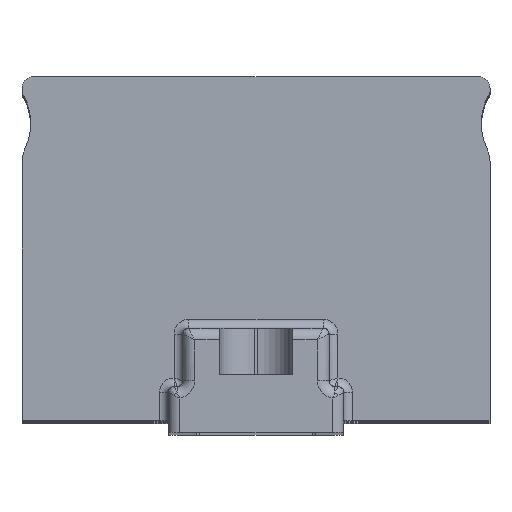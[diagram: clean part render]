
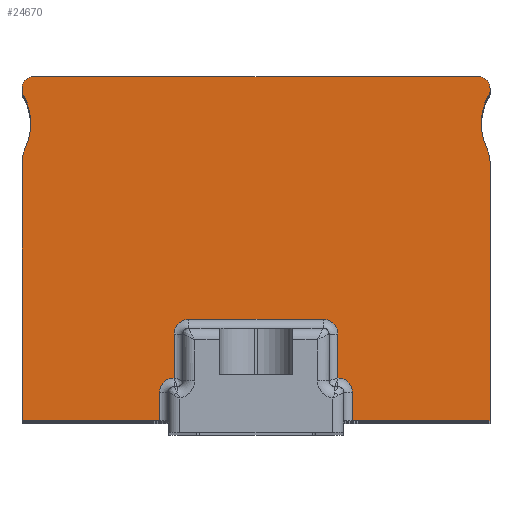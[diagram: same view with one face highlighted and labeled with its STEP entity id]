
A CAD part, top view. The second image highlights one B-rep face of the part: STEP entity #24670.
In plain terms, the highlighted planar face has unit normal (0, 0, 1).
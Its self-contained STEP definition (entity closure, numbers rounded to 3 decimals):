
#2420=CARTESIAN_POINT('',(-48.5,52.8,284.));
#2421=DIRECTION('',(0.,0.,-1.));
#2422=DIRECTION('',(0.857,0.515,0.));
#2423=AXIS2_PLACEMENT_3D('',#2420,#2421,#2422);
#2425=CARTESIAN_POINT('',(-39.5,58.208,284.));
#2426=DIRECTION('',(0.,0.,-1.));
#2427=DIRECTION('',(-0.857,-0.515,0.));
#2428=AXIS2_PLACEMENT_3D('',#2425,#2426,#2427);
#2430=DIRECTION('',(0.,1.,0.));
#2431=VECTOR('',#2430,0.592);
#2432=CARTESIAN_POINT('',(-40.,58.208,284.));
#2433=LINE('',#2432,#2431);
#2434=CARTESIAN_POINT('',(-38.,58.8,284.));
#2435=DIRECTION('',(0.,0.,-1.));
#2436=DIRECTION('',(-1.,0.,0.));
#2437=AXIS2_PLACEMENT_3D('',#2434,#2435,#2436);
#2439=DIRECTION('',(1.,0.,0.));
#2440=VECTOR('',#2439,76.);
#2441=CARTESIAN_POINT('',(-38.,60.8,284.));
#2442=LINE('',#2441,#2440);
#2443=CARTESIAN_POINT('',(38.,58.8,284.));
#2444=DIRECTION('',(0.,0.,-1.));
#2445=DIRECTION('',(0.,1.,0.));
#2446=AXIS2_PLACEMENT_3D('',#2443,#2444,#2445);
#2448=DIRECTION('',(0.,-1.,0.));
#2449=VECTOR('',#2448,0.592);
#2450=CARTESIAN_POINT('',(40.,58.8,284.));
#2451=LINE('',#2450,#2449);
#2452=CARTESIAN_POINT('',(39.5,58.208,284.));
#2453=DIRECTION('',(0.,0.,1.));
#2454=DIRECTION('',(0.857,-0.515,0.));
#2455=AXIS2_PLACEMENT_3D('',#2452,#2453,#2454);
#2457=CARTESIAN_POINT('',(48.5,52.8,284.));
#2458=DIRECTION('',(0.,0.,1.));
#2459=DIRECTION('',(-0.857,0.515,0.));
#2460=AXIS2_PLACEMENT_3D('',#2457,#2458,#2459);
#2462=CARTESIAN_POINT('',(35.,46.262,284.));
#2463=DIRECTION('',(0.,0.,1.));
#2464=DIRECTION('',(1.,0.,0.));
#2465=AXIS2_PLACEMENT_3D('',#2462,#2463,#2464);
#2467=DIRECTION('',(0.,-1.,0.));
#2468=VECTOR('',#2467,44.262);
#2469=CARTESIAN_POINT('',(40.,46.262,284.));
#2470=LINE('',#2469,#2468);
#2471=DIRECTION('',(-1.,0.,0.));
#2472=VECTOR('',#2471,23.5);
#2473=CARTESIAN_POINT('',(40.,2.,284.));
#2474=LINE('',#2473,#2472);
#2475=DIRECTION('',(0.,1.,0.));
#2476=VECTOR('',#2475,4.8);
#2477=CARTESIAN_POINT('',(16.5,2.,284.));
#2478=LINE('',#2477,#2476);
#2479=CARTESIAN_POINT('',(14.,6.8,284.));
#2480=DIRECTION('',(0.,0.,1.));
#2481=DIRECTION('',(1.,0.,0.));
#2482=AXIS2_PLACEMENT_3D('',#2479,#2480,#2481);
#2484=CARTESIAN_POINT('',(14.,9.3,284.));
#2485=CARTESIAN_POINT('',(14.,10.133,284.));
#2486=CARTESIAN_POINT('',(14.,11.8,284.));
#2487=CARTESIAN_POINT('',(14.,14.3,284.));
#2488=CARTESIAN_POINT('',(14.,15.967,284.));
#2489=CARTESIAN_POINT('',(14.,16.8,284.));
#2491=CARTESIAN_POINT('',(11.5,16.8,284.));
#2492=DIRECTION('',(0.,0.,1.));
#2493=DIRECTION('',(1.,0.,0.));
#2494=AXIS2_PLACEMENT_3D('',#2491,#2492,#2493);
#2496=DIRECTION('',(-1.,0.,0.));
#2497=VECTOR('',#2496,23.);
#2498=CARTESIAN_POINT('',(11.5,19.3,284.));
#2499=LINE('',#2498,#2497);
#2500=CARTESIAN_POINT('',(-11.5,16.8,284.));
#2501=DIRECTION('',(0.,0.,1.));
#2502=DIRECTION('',(0.,1.,0.));
#2503=AXIS2_PLACEMENT_3D('',#2500,#2501,#2502);
#2505=CARTESIAN_POINT('',(-14.,16.8,284.));
#2506=CARTESIAN_POINT('',(-14.,15.967,284.));
#2507=CARTESIAN_POINT('',(-14.,14.3,284.));
#2508=CARTESIAN_POINT('',(-14.,11.8,284.));
#2509=CARTESIAN_POINT('',(-14.,10.133,284.));
#2510=CARTESIAN_POINT('',(-14.,9.3,284.));
#2512=CARTESIAN_POINT('',(-14.,6.8,284.));
#2513=DIRECTION('',(0.,0.,1.));
#2514=DIRECTION('',(0.,1.,0.));
#2515=AXIS2_PLACEMENT_3D('',#2512,#2513,#2514);
#2517=DIRECTION('',(0.,-1.,0.));
#2518=VECTOR('',#2517,4.8);
#2519=CARTESIAN_POINT('',(-16.5,6.8,284.));
#2520=LINE('',#2519,#2518);
#2521=DIRECTION('',(-1.,0.,0.));
#2522=VECTOR('',#2521,23.5);
#2523=CARTESIAN_POINT('',(-16.5,2.,284.));
#2524=LINE('',#2523,#2522);
#2525=DIRECTION('',(0.,1.,0.));
#2526=VECTOR('',#2525,44.262);
#2527=CARTESIAN_POINT('',(-40.,2.,284.));
#2528=LINE('',#2527,#2526);
#2529=CARTESIAN_POINT('',(-35.,46.262,284.));
#2530=DIRECTION('',(0.,0.,-1.));
#2531=DIRECTION('',(-1.,0.,0.));
#2532=AXIS2_PLACEMENT_3D('',#2529,#2530,#2531);
#18716=CARTESIAN_POINT('',(-38.,60.8,284.));
#18717=CARTESIAN_POINT('',(38.,60.8,284.));
#18718=VERTEX_POINT('',#18716);
#18719=VERTEX_POINT('',#18717);
#18724=CARTESIAN_POINT('',(40.,2.,284.));
#18726=VERTEX_POINT('',#18724);
#18728=CARTESIAN_POINT('',(-40.,2.,284.));
#18730=VERTEX_POINT('',#18728);
#18924=CARTESIAN_POINT('',(-40.,58.8,284.));
#18925=VERTEX_POINT('',#18924);
#18926=CARTESIAN_POINT('',(40.,58.8,284.));
#18927=VERTEX_POINT('',#18926);
#19601=CARTESIAN_POINT('',(16.5,2.,284.));
#19602=CARTESIAN_POINT('',(16.5,6.8,284.));
#19603=VERTEX_POINT('',#19601);
#19604=VERTEX_POINT('',#19602);
#19605=CARTESIAN_POINT('',(14.,9.3,284.));
#19606=VERTEX_POINT('',#19605);
#19611=VERTEX_POINT('',#2505);
#19612=VERTEX_POINT('',#2510);
#19617=CARTESIAN_POINT('',(-11.5,19.3,284.));
#19618=VERTEX_POINT('',#19617);
#19621=CARTESIAN_POINT('',(11.5,19.3,284.));
#19622=VERTEX_POINT('',#19621);
#19625=CARTESIAN_POINT('',(14.,16.8,284.));
#19626=VERTEX_POINT('',#19625);
#19631=CARTESIAN_POINT('',(-16.5,6.8,284.));
#19632=CARTESIAN_POINT('',(-16.5,2.,284.));
#19633=VERTEX_POINT('',#19631);
#19634=VERTEX_POINT('',#19632);
#19643=CARTESIAN_POINT('',(39.929,57.951,284.));
#19644=CARTESIAN_POINT('',(39.5,48.441,284.));
#19645=VERTEX_POINT('',#19643);
#19646=VERTEX_POINT('',#19644);
#19695=CARTESIAN_POINT('',(40.,58.208,284.));
#19696=VERTEX_POINT('',#19695);
#19697=CARTESIAN_POINT('',(40.,46.262,284.));
#19698=VERTEX_POINT('',#19697);
#19855=CARTESIAN_POINT('',(-39.929,57.951,284.));
#19856=CARTESIAN_POINT('',(-39.5,48.441,284.));
#19857=VERTEX_POINT('',#19855);
#19858=VERTEX_POINT('',#19856);
#19955=CARTESIAN_POINT('',(-40.,46.262,284.));
#19956=VERTEX_POINT('',#19955);
#19957=CARTESIAN_POINT('',(-40.,58.208,284.));
#19958=VERTEX_POINT('',#19957);
#24616=CARTESIAN_POINT('',(0.,0.,284.));
#24617=DIRECTION('',(0.,0.,1.));
#24618=DIRECTION('',(1.,0.,0.));
#24619=AXIS2_PLACEMENT_3D('',#24616,#24617,#24618);
#24620=PLANE('',#24619);
#24622=ORIENTED_EDGE('',*,*,#24621,.F.);
#24624=ORIENTED_EDGE('',*,*,#24623,.T.);
#24626=ORIENTED_EDGE('',*,*,#24625,.T.);
#24628=ORIENTED_EDGE('',*,*,#24627,.T.);
#24630=ORIENTED_EDGE('',*,*,#24629,.T.);
#24632=ORIENTED_EDGE('',*,*,#24631,.T.);
#24634=ORIENTED_EDGE('',*,*,#24633,.T.);
#24636=ORIENTED_EDGE('',*,*,#24635,.F.);
#24638=ORIENTED_EDGE('',*,*,#24637,.T.);
#24640=ORIENTED_EDGE('',*,*,#24639,.F.);
#24642=ORIENTED_EDGE('',*,*,#24641,.T.);
#24644=ORIENTED_EDGE('',*,*,#24643,.T.);
#24646=ORIENTED_EDGE('',*,*,#24645,.T.);
#24648=ORIENTED_EDGE('',*,*,#24647,.T.);
#24650=ORIENTED_EDGE('',*,*,#24649,.T.);
#24652=ORIENTED_EDGE('',*,*,#24651,.T.);
#24654=ORIENTED_EDGE('',*,*,#24653,.T.);
#24656=ORIENTED_EDGE('',*,*,#24655,.T.);
#24658=ORIENTED_EDGE('',*,*,#24657,.T.);
#24659=ORIENTED_EDGE('',*,*,#24606,.T.);
#24661=ORIENTED_EDGE('',*,*,#24660,.T.);
#24663=ORIENTED_EDGE('',*,*,#24662,.T.);
#24665=ORIENTED_EDGE('',*,*,#24664,.T.);
#24667=ORIENTED_EDGE('',*,*,#24666,.T.);
#24668=EDGE_LOOP('',(#24622,#24624,#24626,#24628,#24630,#24632,#24634,#24636,
#24638,#24640,#24642,#24644,#24646,#24648,#24650,#24652,#24654,#24656,#24658,
#24659,#24661,#24663,#24665,#24667));
#24669=FACE_OUTER_BOUND('',#24668,.F.);
#24670=ADVANCED_FACE('',(#24669),#24620,.T.);
#2424=CIRCLE('',#2423,10.);
#2429=CIRCLE('',#2428,0.5);
#2438=CIRCLE('',#2437,2.);
#2447=CIRCLE('',#2446,2.);
#2456=CIRCLE('',#2455,0.5);
#2461=CIRCLE('',#2460,10.);
#2466=CIRCLE('',#2465,5.);
#2483=CIRCLE('',#2482,2.5);
#2490=B_SPLINE_CURVE_WITH_KNOTS('',3,(#2484,#2485,#2486,#2487,#2488,#2489),
.UNSPECIFIED.,.F.,.F.,(4,1,1,4),(0.,0.333,0.667,1.),
.UNSPECIFIED.);
#2495=CIRCLE('',#2494,2.5);
#2504=CIRCLE('',#2503,2.5);
#2511=B_SPLINE_CURVE_WITH_KNOTS('',3,(#2505,#2506,#2507,#2508,#2509,#2510),
.UNSPECIFIED.,.F.,.F.,(4,1,1,4),(0.,0.333,0.667,1.),
.UNSPECIFIED.);
#2516=CIRCLE('',#2515,2.5);
#2533=CIRCLE('',#2532,5.);
#24606=EDGE_CURVE('',#19612,#19633,#2516,.T.);
#24621=EDGE_CURVE('',#19857,#19858,#2424,.T.);
#24623=EDGE_CURVE('',#19857,#19958,#2429,.T.);
#24625=EDGE_CURVE('',#19958,#18925,#2433,.T.);
#24627=EDGE_CURVE('',#18925,#18718,#2438,.T.);
#24629=EDGE_CURVE('',#18718,#18719,#2442,.T.);
#24631=EDGE_CURVE('',#18719,#18927,#2447,.T.);
#24633=EDGE_CURVE('',#18927,#19696,#2451,.T.);
#24635=EDGE_CURVE('',#19645,#19696,#2456,.T.);
#24637=EDGE_CURVE('',#19645,#19646,#2461,.T.);
#24639=EDGE_CURVE('',#19698,#19646,#2466,.T.);
#24641=EDGE_CURVE('',#19698,#18726,#2470,.T.);
#24643=EDGE_CURVE('',#18726,#19603,#2474,.T.);
#24645=EDGE_CURVE('',#19603,#19604,#2478,.T.);
#24647=EDGE_CURVE('',#19604,#19606,#2483,.T.);
#24649=EDGE_CURVE('',#19606,#19626,#2490,.T.);
#24651=EDGE_CURVE('',#19626,#19622,#2495,.T.);
#24653=EDGE_CURVE('',#19622,#19618,#2499,.T.);
#24655=EDGE_CURVE('',#19618,#19611,#2504,.T.);
#24657=EDGE_CURVE('',#19611,#19612,#2511,.T.);
#24660=EDGE_CURVE('',#19633,#19634,#2520,.T.);
#24662=EDGE_CURVE('',#19634,#18730,#2524,.T.);
#24664=EDGE_CURVE('',#18730,#19956,#2528,.T.);
#24666=EDGE_CURVE('',#19956,#19858,#2533,.T.);
